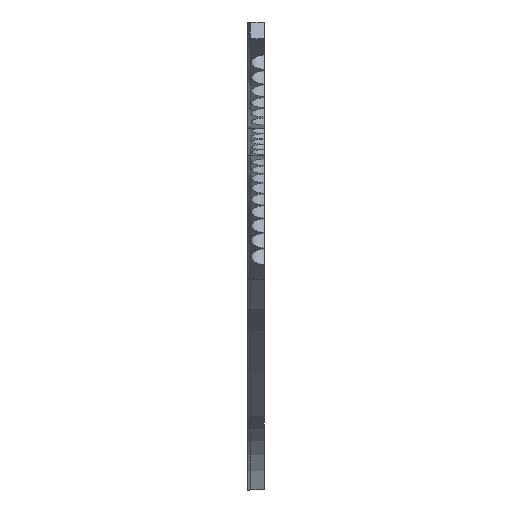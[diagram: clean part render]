
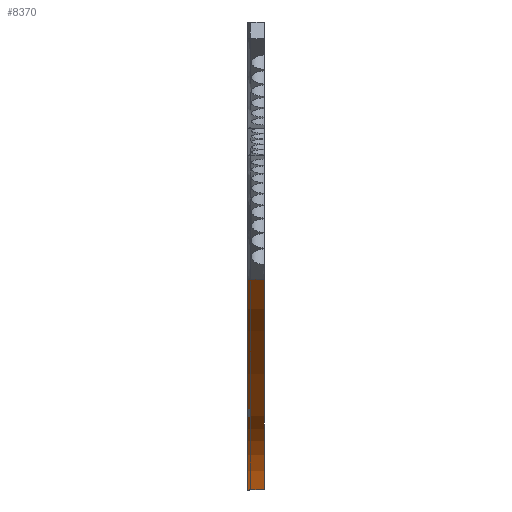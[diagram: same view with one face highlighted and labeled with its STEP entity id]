
A CAD part, left-side view. The second image highlights one B-rep face of the part: STEP entity #8370.
In plain terms, the highlighted free-form (B-spline) face has degree [3, 1] with [7, 2] control points.
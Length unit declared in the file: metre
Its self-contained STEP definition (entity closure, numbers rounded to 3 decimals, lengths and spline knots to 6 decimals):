
#581 = B_SPLINE_CURVE_WITH_KNOTS ( 'NONE', 3,
 ( #12407, #6687, #11269, #3790, #2651, #6494, #1832 ),
 .UNSPECIFIED., .F., .F.,
 ( 4, 1, 1, 1, 4 ),
 ( 0., 0.362421, 0.547997, 0.611755, 1. ),
 .UNSPECIFIED. ) ;
#633 = CARTESIAN_POINT ( 'NONE',  ( 237.401394, -3.923676, -129.888303 ) ) ;
#862 = VERTEX_POINT ( 'NONE', #5000 ) ;
#926 = VERTEX_POINT ( 'NONE', #2636 ) ;
#1092 = B_SPLINE_CURVE_WITH_KNOTS ( 'NONE', 3,
 ( #4929, #10771, #1131, #11901, #4994, #9830, #7881 ),
 .UNSPECIFIED., .F., .F.,
 ( 4, 1, 1, 1, 4 ),
 ( 0., 0.362421, 0.547997, 0.611755, 1. ),
 .UNSPECIFIED. ) ;
#1131 = CARTESIAN_POINT ( 'NONE',  ( 214.813058, 3.076324, -114.672933 ) ) ;
#1774 = CARTESIAN_POINT ( 'NONE',  ( 141.759069, -3.923676, -75.426107 ) ) ;
#1832 = CARTESIAN_POINT ( 'NONE',  ( 126.862046, -3.923676, -58.534575 ) ) ;
#1843 = CARTESIAN_POINT ( 'NONE',  ( 126.862046, -3.923676, -58.534575 ) ) ;
#1923 = ORIENTED_EDGE ( 'NONE', *, *, #9838, .T. ) ;
#1959 = DIRECTION ( 'NONE',  ( 0., -1., 0. ) ) ;
#2515 = EDGE_LOOP ( 'NONE', ( #1923, #8600, #3060, #3960 ) ) ;
#2539 = CARTESIAN_POINT ( 'NONE',  ( 186.64808, -3.923676, -101.505546 ) ) ;
#2636 = CARTESIAN_POINT ( 'NONE',  ( 126.862046, 3.076324, -58.534575 ) ) ;
#2651 = CARTESIAN_POINT ( 'NONE',  ( 160.699053, -3.923676, -84.281454 ) ) ;
#2652 = CARTESIAN_POINT ( 'NONE',  ( 243.434679, 161.520846, -150.017829 ) ) ;
#2663 = CARTESIAN_POINT ( 'NONE',  ( 214.813058, 3.076324, -114.672933 ) ) ;
#2725 = CARTESIAN_POINT ( 'NONE',  ( 243.434679, 3.076324, -150.017829 ) ) ;
#2909 = EDGE_CURVE ( 'NONE', #862, #926, #1092, .T. ) ;
#3060 = ORIENTED_EDGE ( 'NONE', *, *, #2909, .F. ) ;
#3790 = CARTESIAN_POINT ( 'NONE',  ( 186.64808, -3.923676, -101.505546 ) ) ;
#3960 = ORIENTED_EDGE ( 'NONE', *, *, #10832, .T. ) ;
#4221 = EDGE_CURVE ( 'NONE', #926, #9051, #5278, .T. ) ;
#4505 = CARTESIAN_POINT ( 'NONE',  ( 186.64808, 3.076324, -101.505546 ) ) ;
#4564 = CARTESIAN_POINT ( 'NONE',  ( 243.434679, -3.923676, -150.017829 ) ) ;
#4929 = CARTESIAN_POINT ( 'NONE',  ( 243.434679, 3.076324, -150.017829 ) ) ;
#4994 = CARTESIAN_POINT ( 'NONE',  ( 160.699053, 3.076324, -84.281454 ) ) ;
#5000 = CARTESIAN_POINT ( 'NONE',  ( 243.434679, 3.076324, -150.017829 ) ) ;
#5278 = LINE ( 'NONE', #9863, #8798 ) ;
#5448 = CARTESIAN_POINT ( 'NONE',  ( 214.813058, -3.923676, -114.672933 ) ) ;
#5507 = CARTESIAN_POINT ( 'NONE',  ( 237.401394, 3.076324, -129.888303 ) ) ;
#6216 = DIRECTION ( 'NONE',  ( 0., -1., 0. ) ) ;
#6451 = VECTOR ( 'NONE', #1959, 1. ) ;
#6494 = CARTESIAN_POINT ( 'NONE',  ( 141.759069, -3.923676, -75.426107 ) ) ;
#6687 = CARTESIAN_POINT ( 'NONE',  ( 237.401394, -3.923676, -129.888303 ) ) ;
#7193 = B_SPLINE_SURFACE_WITH_KNOTS ( 'NONE', 3, 1, ( 
 ( #2725, #4564 ),
 ( #5507, #633 ),
 ( #2663, #5448 ),
 ( #4505, #2539 ),
 ( #8387, #9331 ),
 ( #10403, #1774 ),
 ( #10469, #1843 ) ),
 .UNSPECIFIED., .F., .F., .F.,
 ( 4, 1, 1, 1, 4 ),
 ( 2, 2 ),
 ( 0., 0.362421, 0.547997, 0.611755, 1. ),
 ( 0., 1. ),
 .UNSPECIFIED. ) ;
#7881 = CARTESIAN_POINT ( 'NONE',  ( 126.862046, 3.076324, -58.534575 ) ) ;
#8262 = CARTESIAN_POINT ( 'NONE',  ( 126.862046, -3.923676, -58.534575 ) ) ;
#8370 = ADVANCED_FACE ( 'NONE', ( #11156 ), #7193, .F. ) ;
#8387 = CARTESIAN_POINT ( 'NONE',  ( 160.699053, 3.076324, -84.281454 ) ) ;
#8600 = ORIENTED_EDGE ( 'NONE', *, *, #4221, .F. ) ;
#8798 = VECTOR ( 'NONE', #6216, 1. ) ;
#9051 = VERTEX_POINT ( 'NONE', #8262 ) ;
#9331 = CARTESIAN_POINT ( 'NONE',  ( 160.699053, -3.923676, -84.281454 ) ) ;
#9814 = VERTEX_POINT ( 'NONE', #12347 ) ;
#9830 = CARTESIAN_POINT ( 'NONE',  ( 141.759069, 3.076324, -75.426107 ) ) ;
#9838 = EDGE_CURVE ( 'NONE', #9814, #9051, #581, .T. ) ;
#9863 = CARTESIAN_POINT ( 'NONE',  ( 126.862046, 2.076324, -58.534575 ) ) ;
#10403 = CARTESIAN_POINT ( 'NONE',  ( 141.759069, 3.076324, -75.426107 ) ) ;
#10469 = CARTESIAN_POINT ( 'NONE',  ( 126.862046, 3.076324, -58.534575 ) ) ;
#10518 = LINE ( 'NONE', #2652, #6451 ) ;
#10771 = CARTESIAN_POINT ( 'NONE',  ( 237.401394, 3.076324, -129.888303 ) ) ;
#10832 = EDGE_CURVE ( 'NONE', #862, #9814, #10518, .T. ) ;
#11156 = FACE_OUTER_BOUND ( 'NONE', #2515, .T. ) ;
#11269 = CARTESIAN_POINT ( 'NONE',  ( 214.813058, -3.923676, -114.672933 ) ) ;
#11901 = CARTESIAN_POINT ( 'NONE',  ( 186.64808, 3.076324, -101.505546 ) ) ;
#12347 = CARTESIAN_POINT ( 'NONE',  ( 243.434679, -3.923676, -150.017829 ) ) ;
#12407 = CARTESIAN_POINT ( 'NONE',  ( 243.434679, -3.923676, -150.017829 ) ) ;
